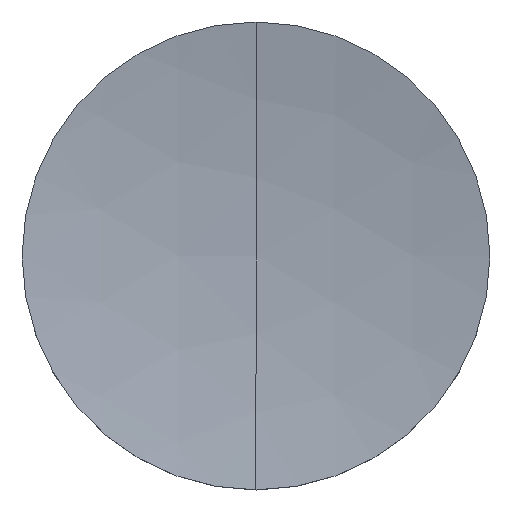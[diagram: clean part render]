
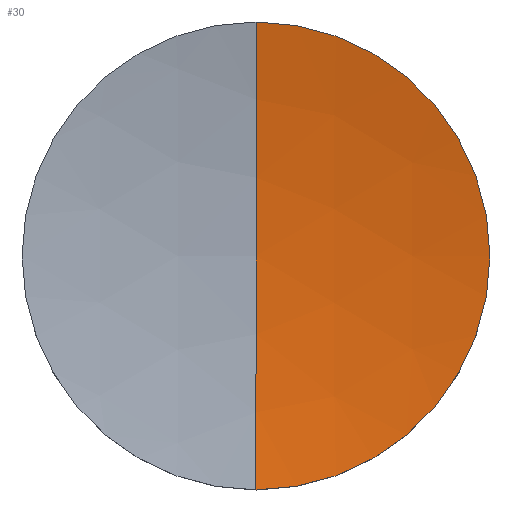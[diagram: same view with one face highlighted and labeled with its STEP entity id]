
A CAD part, top view. The second image highlights one B-rep face of the part: STEP entity #30.
In plain terms, the highlighted spherical face has radius 69.691 mm.
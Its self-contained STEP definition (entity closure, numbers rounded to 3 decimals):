
#13 = CARTESIAN_POINT ( 'NONE',  ( 0., 12.7, 3.167 ) ) ;
#23 = SPHERICAL_SURFACE ( 'NONE', #107, 69.691 ) ;
#24 = FACE_OUTER_BOUND ( 'NONE', #31, .T. ) ;
#25 = CARTESIAN_POINT ( 'NONE',  ( 0., -12.7, 3.167 ) ) ;
#28 = VERTEX_POINT ( 'NONE', #25 ) ;
#30 = ADVANCED_FACE ( 'NONE', ( #24 ), #23, .F. ) ;
#31 = EDGE_LOOP ( 'NONE', ( #32, #35, #43 ) ) ;
#32 = ORIENTED_EDGE ( 'NONE', *, *, #33, .F. ) ;
#33 = EDGE_CURVE ( 'NONE', #34, #53, #103, .T. ) ;
#34 = VERTEX_POINT ( 'NONE', #98 ) ;
#35 = ORIENTED_EDGE ( 'NONE', *, *, #36, .T. ) ;
#36 = EDGE_CURVE ( 'NONE', #34, #28, #96, .T. ) ;
#43 = ORIENTED_EDGE ( 'NONE', *, *, #71, .T. ) ;
#53 = VERTEX_POINT ( 'NONE', #13 ) ;
#71 = EDGE_CURVE ( 'NONE', #28, #53, #167, .T. ) ;
#92 = DIRECTION ( 'NONE',  ( 0., -1., 0. ) ) ;
#93 = DIRECTION ( 'NONE',  ( -1., 0., 0. ) ) ;
#94 = CARTESIAN_POINT ( 'NONE',  ( 0., 0., 71.691 ) ) ;
#95 = AXIS2_PLACEMENT_3D ( 'NONE', #94, #93, #92 ) ;
#96 = CIRCLE ( 'NONE', #95, 69.691 ) ;
#98 = CARTESIAN_POINT ( 'NONE',  ( 0., 0., 2. ) ) ;
#99 = DIRECTION ( 'NONE',  ( 0., 0., -1. ) ) ;
#100 = DIRECTION ( 'NONE',  ( 1., 0., 0. ) ) ;
#101 = CARTESIAN_POINT ( 'NONE',  ( 0., 0., 71.691 ) ) ;
#102 = AXIS2_PLACEMENT_3D ( 'NONE', #101, #100, #99 ) ;
#103 = CIRCLE ( 'NONE', #102, 69.691 ) ;
#104 = DIRECTION ( 'NONE',  ( 0., 1., 0. ) ) ;
#105 = DIRECTION ( 'NONE',  ( -1., 0., 0. ) ) ;
#106 = CARTESIAN_POINT ( 'NONE',  ( 0., 0., 71.691 ) ) ;
#107 = AXIS2_PLACEMENT_3D ( 'NONE', #106, #105, #104 ) ;
#146 = DIRECTION ( 'NONE',  ( 0., -1., 0. ) ) ;
#147 = DIRECTION ( 'NONE',  ( 0., 0., 1. ) ) ;
#148 = AXIS2_PLACEMENT_3D ( 'NONE', #166, #147, #146 ) ;
#166 = CARTESIAN_POINT ( 'NONE',  ( 0., 0., 3.167 ) ) ;
#167 = CIRCLE ( 'NONE', #148, 12.7 ) ;
